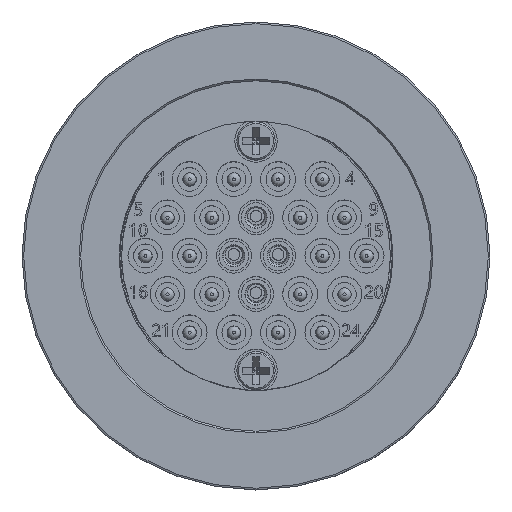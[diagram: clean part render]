
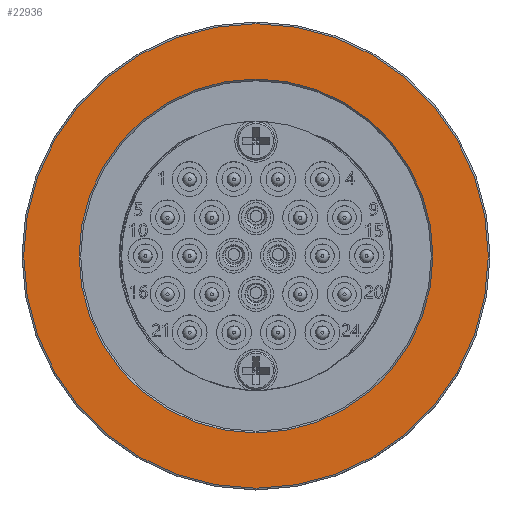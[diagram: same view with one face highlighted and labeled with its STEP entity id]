
A CAD part, top view. The second image highlights one B-rep face of the part: STEP entity #22936.
In plain terms, the highlighted planar face has unit normal (0, 0, 1).
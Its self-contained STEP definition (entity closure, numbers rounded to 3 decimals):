
#750 = ORIENTED_EDGE ( 'NONE', *, *, #65111, .T. ) ;
#1247 = EDGE_LOOP ( 'NONE', ( #750 ) ) ;
#5165 = FACE_BOUND ( 'NONE', #1247, .T. ) ;
#10398 = CARTESIAN_POINT ( 'NONE',  ( 0., 0., 2.5 ) ) ;
#14491 = DIRECTION ( 'NONE',  ( 0., 0., -1. ) ) ;
#15182 = AXIS2_PLACEMENT_3D ( 'NONE', #10398, #70193, #62812 ) ;
#18419 = AXIS2_PLACEMENT_3D ( 'NONE', #73801, #14491, #37018 ) ;
#22807 = ORIENTED_EDGE ( 'NONE', *, *, #42664, .T. ) ;
#22936 = ADVANCED_FACE ( 'NONE', ( #5165, #57571 ), #35020, .F. ) ;
#23211 = EDGE_LOOP ( 'NONE', ( #22807 ) ) ;
#35020 = PLANE ( 'NONE',  #71561 ) ;
#37018 = DIRECTION ( 'NONE',  ( -1., 0., 0. ) ) ;
#42664 = EDGE_CURVE ( 'NONE', #50886, #50886, #57409, .T. ) ;
#50310 = CARTESIAN_POINT ( 'NONE',  ( -20.8, 0., 2.5 ) ) ;
#50886 = VERTEX_POINT ( 'NONE', #72957 ) ;
#53137 = DIRECTION ( 'NONE',  ( -1., 0., 0. ) ) ;
#57409 = CIRCLE ( 'NONE', #15182, 27.3 ) ;
#57571 = FACE_OUTER_BOUND ( 'NONE', #23211, .T. ) ;
#58058 = CARTESIAN_POINT ( 'NONE',  ( 0., 0., 2.5 ) ) ;
#62812 = DIRECTION ( 'NONE',  ( -1., 0., 0. ) ) ;
#64063 = VERTEX_POINT ( 'NONE', #50310 ) ;
#65111 = EDGE_CURVE ( 'NONE', #64063, #64063, #85753, .T. ) ;
#70193 = DIRECTION ( 'NONE',  ( 0., 0., 1. ) ) ;
#71561 = AXIS2_PLACEMENT_3D ( 'NONE', #58058, #90883, #53137 ) ;
#72957 = CARTESIAN_POINT ( 'NONE',  ( -27.3, 0., 2.5 ) ) ;
#73801 = CARTESIAN_POINT ( 'NONE',  ( 0., 0., 2.5 ) ) ;
#85753 = CIRCLE ( 'NONE', #18419, 20.8 ) ;
#90883 = DIRECTION ( 'NONE',  ( 0., 0., -1. ) ) ;
